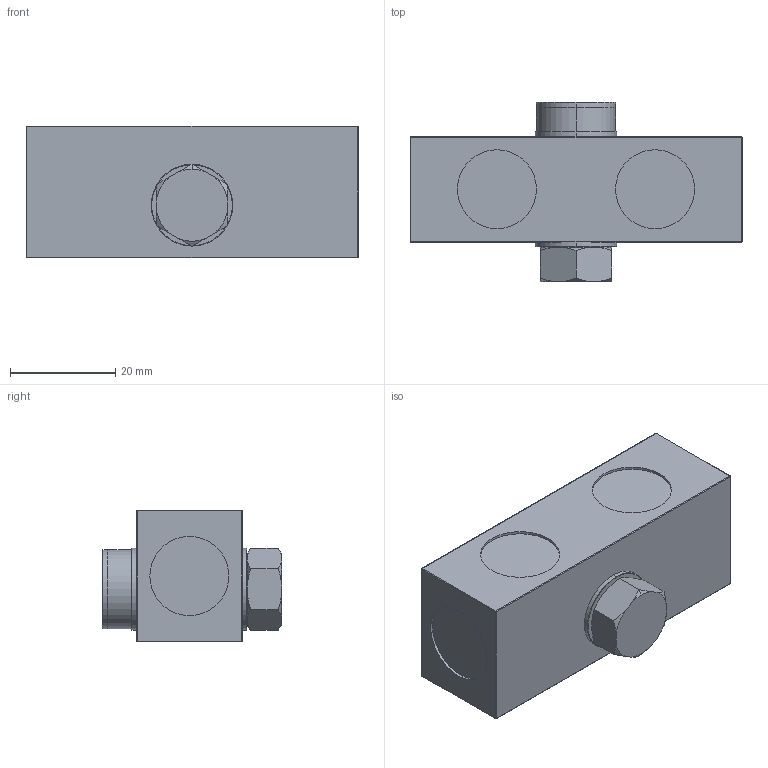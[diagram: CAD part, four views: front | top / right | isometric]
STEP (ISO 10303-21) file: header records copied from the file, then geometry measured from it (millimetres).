
FILE_DESCRIPTION (( 'STEP AP214' ), '1' );
FILE_NAME ('EX Mini T -MET 1050 STD.STEP', '2019-08-13T12:13:41', ( '' ), ( '' ), 'SwSTEP 2.0', 'SolidWorks 2017', '' );
FILE_SCHEMA (( 'AUTOMOTIVE_DESIGN' ));
Length unit declared in the file: millimetre
Products named in the file (1): EX Mini T -MET 1050 STD
Bounding box: 63 x 34 x 25 mm (x, y, z)
Volume: 33504 mm3; surface area: 7577.2 mm2
Topology: 1 solids, 1 shells, 98 faces, 216 edges, 126 vertices
Faces by surface type: cylinder 38, plane 26, cone 14, torus 12, sphere 8
Entity records: 2886 total; most frequent: CARTESIAN_POINT 537, DIRECTION 496, ORIENTED_EDGE 416, AXIS2_PLACEMENT_3D 213, EDGE_CURVE 208, VERTEX_POINT 126, CIRCLE 114, EDGE_LOOP 112
